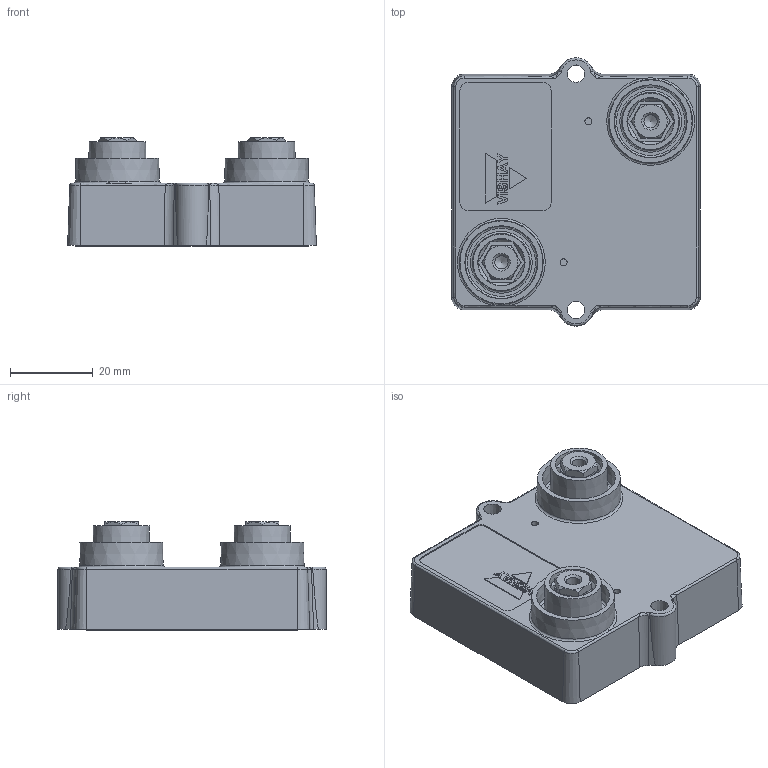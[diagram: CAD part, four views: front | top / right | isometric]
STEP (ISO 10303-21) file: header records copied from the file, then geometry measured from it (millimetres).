
FILE_DESCRIPTION(/* description */ ('Unknown'),/* implementation_level */ '2;1');
FILE_NAME(/* name */ '523 388 36',/* time_stamp */ '2021-05-11T14:18:01+02:00',/* author */ ('Unknown'),/* organization */ ('Unknown'),/* preprocessor_version */ 'ST-DEVELOPER v16.7',/* originating_system */ 'DEX',/* authorisation */ $);
FILE_SCHEMA (('AUTOMOTIVE_DESIGN {1 0 10303 214 3 1 1}'));
Length unit declared in the file: millimetre
Products named in the file (5): 523 388 36; 52338855_D; Colle ceramique_boitier; 523388-92 ; 52338851
Assembly tree (5 placements, depth 2):
  523 388 36
    52338855_D
    Colle ceramique_boitier
    523388-92   x2
    52338851
Bounding box: 60 x 64.7 x 26.1 mm (x, y, z)
Volume: 28046.9 mm3; surface area: 25233 mm2
Topology: 5 solids, 5 shells, 309 faces, 778 edges, 494 vertices
Faces by surface type: plane 189, cone 42, cylinder 36, bspline 32, torus 10
Full cylindrical faces by diameter (mm): 1.7 x2, 3.242 x4, 7.8 x4
Entity records: 9496 total; most frequent: CARTESIAN_POINT 3378, ORIENTED_EDGE 1248, DIRECTION 988, EDGE_CURVE 624, VERTEX_POINT 417, AXIS2_PLACEMENT_3D 349, FACE_BOUND 333, EDGE_LOOP 332
